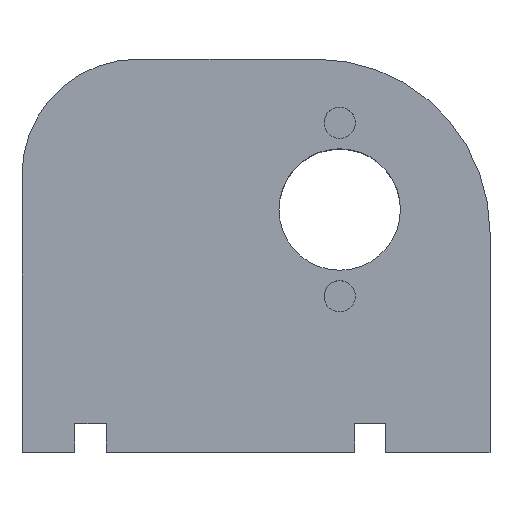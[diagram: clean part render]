
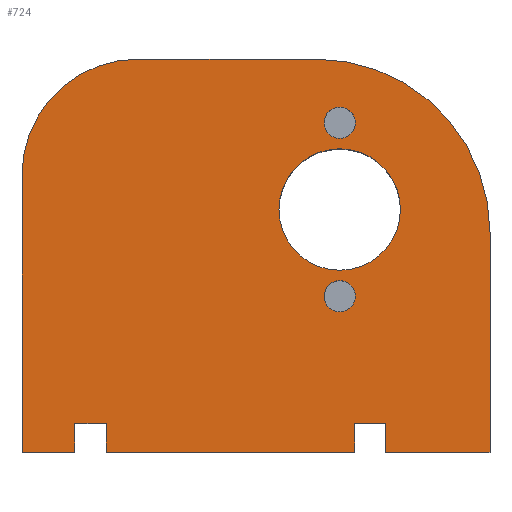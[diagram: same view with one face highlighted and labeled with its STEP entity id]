
A CAD part, top view. The second image highlights one B-rep face of the part: STEP entity #724.
In plain terms, the highlighted planar face has unit normal (0, 0, 1).
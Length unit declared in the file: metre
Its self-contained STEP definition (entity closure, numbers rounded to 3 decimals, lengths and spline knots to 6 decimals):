
#19=CIRCLE('',#790,0.01);
#20=CIRCLE('',#791,0.015);
#21=CIRCLE('',#792,0.00135);
#22=CIRCLE('',#793,0.00135);
#23=CIRCLE('',#794,0.00525);
#137=ORIENTED_EDGE('',*,*,#311,.T.);
#138=ORIENTED_EDGE('',*,*,#313,.T.);
#139=ORIENTED_EDGE('',*,*,#314,.T.);
#140=ORIENTED_EDGE('',*,*,#267,.T.);
#141=ORIENTED_EDGE('',*,*,#308,.T.);
#142=ORIENTED_EDGE('',*,*,#305,.T.);
#143=ORIENTED_EDGE('',*,*,#285,.T.);
#144=ORIENTED_EDGE('',*,*,#315,.T.);
#145=ORIENTED_EDGE('',*,*,#303,.T.);
#146=ORIENTED_EDGE('',*,*,#299,.T.);
#147=ORIENTED_EDGE('',*,*,#282,.T.);
#148=ORIENTED_EDGE('',*,*,#273,.T.);
#149=ORIENTED_EDGE('',*,*,#297,.T.);
#150=ORIENTED_EDGE('',*,*,#316,.F.);
#151=ORIENTED_EDGE('',*,*,#317,.T.);
#152=ORIENTED_EDGE('',*,*,#318,.T.);
#153=ORIENTED_EDGE('',*,*,#319,.T.);
#267=EDGE_CURVE('',#361,#360,#431,.T.);
#273=EDGE_CURVE('',#367,#366,#437,.T.);
#282=EDGE_CURVE('',#375,#367,#446,.T.);
#285=EDGE_CURVE('',#377,#378,#449,.T.);
#297=EDGE_CURVE('',#366,#386,#455,.T.);
#299=EDGE_CURVE('',#388,#375,#457,.T.);
#303=EDGE_CURVE('',#389,#388,#461,.T.);
#305=EDGE_CURVE('',#392,#377,#463,.T.);
#308=EDGE_CURVE('',#360,#392,#466,.T.);
#311=EDGE_CURVE('',#396,#395,#469,.T.);
#313=EDGE_CURVE('',#395,#397,#19,.T.);
#314=EDGE_CURVE('',#397,#361,#471,.T.);
#315=EDGE_CURVE('',#378,#389,#472,.T.);
#316=EDGE_CURVE('',#396,#386,#20,.T.);
#317=EDGE_CURVE('',#398,#398,#21,.T.);
#318=EDGE_CURVE('',#399,#399,#22,.T.);
#319=EDGE_CURVE('',#400,#400,#23,.T.);
#360=VERTEX_POINT('',#1105);
#361=VERTEX_POINT('',#1107);
#366=VERTEX_POINT('',#1118);
#367=VERTEX_POINT('',#1120);
#375=VERTEX_POINT('',#1138);
#377=VERTEX_POINT('',#1144);
#378=VERTEX_POINT('',#1145);
#386=VERTEX_POINT('',#1202);
#388=VERTEX_POINT('',#1208);
#389=VERTEX_POINT('',#1212);
#392=VERTEX_POINT('',#1220);
#395=VERTEX_POINT('',#1230);
#396=VERTEX_POINT('',#1232);
#397=VERTEX_POINT('',#1236);
#398=VERTEX_POINT('',#1241);
#399=VERTEX_POINT('',#1243);
#400=VERTEX_POINT('',#1245);
#431=LINE('',#1106,#485);
#437=LINE('',#1119,#491);
#446=LINE('',#1137,#500);
#449=LINE('',#1143,#503);
#455=LINE('',#1203,#509);
#457=LINE('',#1207,#511);
#461=LINE('',#1215,#515);
#463=LINE('',#1219,#517);
#466=LINE('',#1224,#520);
#469=LINE('',#1231,#523);
#471=LINE('',#1237,#525);
#472=LINE('',#1238,#526);
#485=VECTOR('',#872,1.);
#491=VECTOR('',#880,1.);
#500=VECTOR('',#891,1.);
#503=VECTOR('',#896,1.);
#509=VECTOR('',#914,1.);
#511=VECTOR('',#918,1.);
#515=VECTOR('',#924,1.);
#517=VECTOR('',#928,1.);
#520=VECTOR('',#933,1.);
#523=VECTOR('',#938,1.);
#525=VECTOR('',#944,1.);
#526=VECTOR('',#945,1.);
#545=EDGE_LOOP('',(#137,#138,#139,#140,#141,#142,#143,#144,#145,#146,#147,
#148,#149,#150));
#546=EDGE_LOOP('',(#151));
#547=EDGE_LOOP('',(#152));
#548=EDGE_LOOP('',(#153));
#623=FACE_BOUND('',#545,.T.);
#624=FACE_BOUND('',#546,.T.);
#625=FACE_BOUND('',#547,.T.);
#626=FACE_BOUND('',#548,.T.);
#696=PLANE('',#789);
#724=ADVANCED_FACE('',(#623,#624,#625,#626),#696,.T.);
#789=AXIS2_PLACEMENT_3D('',#1234,#940,#941);
#790=AXIS2_PLACEMENT_3D('',#1235,#942,#943);
#791=AXIS2_PLACEMENT_3D('',#1239,#946,#947);
#792=AXIS2_PLACEMENT_3D('',#1240,#948,#949);
#793=AXIS2_PLACEMENT_3D('',#1242,#950,#951);
#794=AXIS2_PLACEMENT_3D('',#1244,#952,#953);
#872=DIRECTION('',(1.,0.,0.));
#880=DIRECTION('',(1.,0.,0.));
#891=DIRECTION('',(0.,-1.,0.));
#896=DIRECTION('',(0.,-1.,0.));
#914=DIRECTION('',(0.,1.,0.));
#918=DIRECTION('',(1.,0.,0.));
#924=DIRECTION('',(0.,1.,0.));
#928=DIRECTION('',(1.,0.,0.));
#933=DIRECTION('',(0.,1.,0.));
#938=DIRECTION('',(-1.,0.,0.));
#940=DIRECTION('',(0.,0.,1.));
#941=DIRECTION('',(-1.,0.,0.));
#942=DIRECTION('',(0.,0.,1.));
#943=DIRECTION('',(1.,0.,0.));
#944=DIRECTION('',(0.,-1.,0.));
#945=DIRECTION('',(1.,0.,0.));
#946=DIRECTION('',(0.,0.,-1.));
#947=DIRECTION('',(-1.,0.,0.));
#948=DIRECTION('',(0.,0.,-1.));
#949=DIRECTION('',(-1.,0.,0.));
#950=DIRECTION('',(0.,0.,-1.));
#951=DIRECTION('',(-1.,0.,0.));
#952=DIRECTION('',(0.,0.,-1.));
#953=DIRECTION('',(-1.,0.,0.));
#1105=CARTESIAN_POINT('',(-0.045231,-0.01723,0.024));
#1106=CARTESIAN_POINT('',(-0.047731,-0.01723,0.024));
#1107=CARTESIAN_POINT('',(-0.049807,-0.01723,0.024));
#1118=CARTESIAN_POINT('',(-0.009331,-0.01723,0.024));
#1119=CARTESIAN_POINT('',(-0.013831,-0.01723,0.024));
#1120=CARTESIAN_POINT('',(-0.018331,-0.01723,0.024));
#1137=CARTESIAN_POINT('',(-0.018331,-0.01623,0.024));
#1138=CARTESIAN_POINT('',(-0.018331,-0.01473,0.024));
#1143=CARTESIAN_POINT('',(-0.042531,-0.01623,0.024));
#1144=CARTESIAN_POINT('',(-0.042531,-0.01473,0.024));
#1145=CARTESIAN_POINT('',(-0.042531,-0.01723,0.024));
#1202=CARTESIAN_POINT('',(-0.009331,0.00177,0.024));
#1203=CARTESIAN_POINT('',(-0.009331,-0.00048,0.024));
#1207=CARTESIAN_POINT('',(-0.019681,-0.01473,0.024));
#1208=CARTESIAN_POINT('',(-0.021031,-0.01473,0.024));
#1212=CARTESIAN_POINT('',(-0.021031,-0.01723,0.024));
#1215=CARTESIAN_POINT('',(-0.021031,-0.01623,0.024));
#1219=CARTESIAN_POINT('',(-0.043881,-0.01473,0.024));
#1220=CARTESIAN_POINT('',(-0.045231,-0.01473,0.024));
#1224=CARTESIAN_POINT('',(-0.045231,-0.01623,0.024));
#1230=CARTESIAN_POINT('',(-0.039807,0.01677,0.024));
#1231=CARTESIAN_POINT('',(-0.025331,0.01677,0.024));
#1232=CARTESIAN_POINT('',(-0.024331,0.01677,0.024));
#1234=CARTESIAN_POINT('',(-0.029781,-0.00048,0.024));
#1235=CARTESIAN_POINT('',(-0.039807,0.00677,0.024));
#1236=CARTESIAN_POINT('',(-0.049807,0.00677,0.024));
#1237=CARTESIAN_POINT('',(-0.049807,-0.00023,0.024));
#1238=CARTESIAN_POINT('',(-0.031781,-0.01723,0.024));
#1239=CARTESIAN_POINT('',(-0.024331,0.00177,0.024));
#1240=CARTESIAN_POINT('',(-0.022331,0.01127,0.024));
#1241=CARTESIAN_POINT('',(-0.023681,0.01127,0.024));
#1242=CARTESIAN_POINT('',(-0.022331,-0.00373,0.024));
#1243=CARTESIAN_POINT('',(-0.023681,-0.00373,0.024));
#1244=CARTESIAN_POINT('',(-0.022331,0.00377,0.024));
#1245=CARTESIAN_POINT('',(-0.027581,0.00377,0.024));
